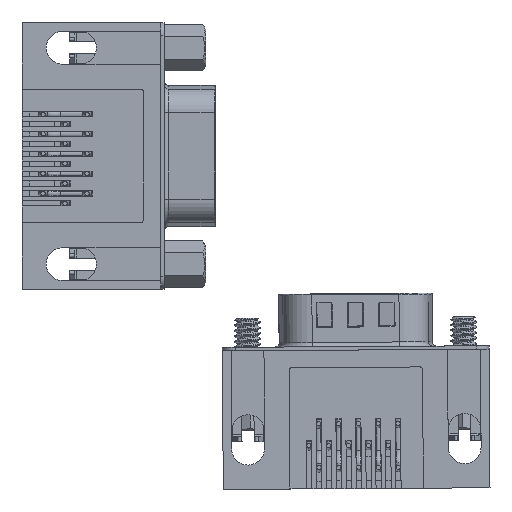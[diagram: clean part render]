
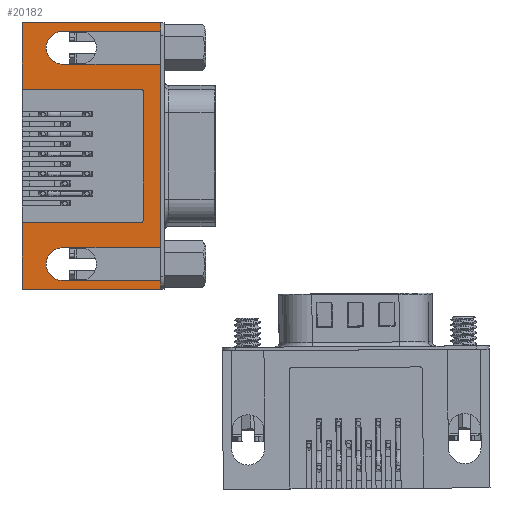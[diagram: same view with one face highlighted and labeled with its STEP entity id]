
A CAD part, front view. The second image highlights one B-rep face of the part: STEP entity #20182.
In plain terms, the highlighted planar face has unit normal (0, -1, 0).
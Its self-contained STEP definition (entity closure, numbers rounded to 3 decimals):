
#89 = CARTESIAN_POINT ( 'NONE',  ( 0., 0., 14.4 ) ) ;
#251 = ORIENTED_EDGE ( 'NONE', *, *, #18865, .F. ) ;
#550 = CARTESIAN_POINT ( 'NONE',  ( 11.3, 0., 14.4 ) ) ;
#777 = CARTESIAN_POINT ( 'NONE',  ( 11.3, 0., -14.4 ) ) ;
#835 = CARTESIAN_POINT ( 'NONE',  ( 11.3, 0., -14.4 ) ) ;
#857 = EDGE_CURVE ( 'NONE', #29488, #21663, #7214, .T. ) ;
#1095 = CARTESIAN_POINT ( 'NONE',  ( 2.3, 0., 7.7 ) ) ;
#1282 = ORIENTED_EDGE ( 'NONE', *, *, #25136, .F. ) ;
#1384 = ORIENTED_EDGE ( 'NONE', *, *, #21289, .T. ) ;
#2014 = VECTOR ( 'NONE', #14000, 1000. ) ;
#2046 = DIRECTION ( 'NONE',  ( 0., 1., 0. ) ) ;
#2126 = CARTESIAN_POINT ( 'NONE',  ( 11.3, 0., 10.6 ) ) ;
#2146 = DIRECTION ( 'NONE',  ( 0., 0., 1. ) ) ;
#2376 = EDGE_CURVE ( 'NONE', #5844, #31032, #5623, .T. ) ;
#2477 = CARTESIAN_POINT ( 'NONE',  ( 0., 0., -15.4 ) ) ;
#3121 = VERTEX_POINT ( 'NONE', #550 ) ;
#3346 = CARTESIAN_POINT ( 'NONE',  ( 0., 0., -10.6 ) ) ;
#3882 = VERTEX_POINT ( 'NONE', #89 ) ;
#3953 = CARTESIAN_POINT ( 'NONE',  ( 0., 0., 10.6 ) ) ;
#4146 = VECTOR ( 'NONE', #18415, 1000. ) ;
#4322 = CARTESIAN_POINT ( 'NONE',  ( 0., 0., -15.4 ) ) ;
#4348 = DIRECTION ( 'NONE',  ( -1., 0., 0. ) ) ;
#4421 = CARTESIAN_POINT ( 'NONE',  ( 2.3, 0., -7.4 ) ) ;
#4514 = DIRECTION ( 'NONE',  ( -1., 0., 0. ) ) ;
#4716 = VECTOR ( 'NONE', #22192, 1000. ) ;
#4838 = ORIENTED_EDGE ( 'NONE', *, *, #17538, .T. ) ;
#5107 = DIRECTION ( 'NONE',  ( 0., 0., -1. ) ) ;
#5318 = VERTEX_POINT ( 'NONE', #29104 ) ;
#5539 = AXIS2_PLACEMENT_3D ( 'NONE', #4421, #2046, #30365 ) ;
#5601 = EDGE_CURVE ( 'NONE', #29220, #12549, #17918, .T. ) ;
#5623 = LINE ( 'NONE', #15881, #8286 ) ;
#5697 = VERTEX_POINT ( 'NONE', #26599 ) ;
#5720 = AXIS2_PLACEMENT_3D ( 'NONE', #23012, #17651, #14794 ) ;
#5844 = VERTEX_POINT ( 'NONE', #10113 ) ;
#5891 = ORIENTED_EDGE ( 'NONE', *, *, #12469, .F. ) ;
#7132 = VERTEX_POINT ( 'NONE', #28676 ) ;
#7214 = LINE ( 'NONE', #27390, #25919 ) ;
#7642 = EDGE_CURVE ( 'NONE', #5318, #27358, #8772, .T. ) ;
#7711 = DIRECTION ( 'NONE',  ( -1., 0., 0. ) ) ;
#8286 = VECTOR ( 'NONE', #26118, 1000. ) ;
#8320 = CARTESIAN_POINT ( 'NONE',  ( 0., 0., -15.4 ) ) ;
#8438 = LINE ( 'NONE', #18693, #26505 ) ;
#8477 = CARTESIAN_POINT ( 'NONE',  ( 16., 0., -15.4 ) ) ;
#8772 = LINE ( 'NONE', #835, #2014 ) ;
#9221 = CARTESIAN_POINT ( 'NONE',  ( 0., 0., -15.4 ) ) ;
#9294 = LINE ( 'NONE', #15441, #32790 ) ;
#9323 = VERTEX_POINT ( 'NONE', #1095 ) ;
#9462 = ORIENTED_EDGE ( 'NONE', *, *, #27214, .F. ) ;
#9469 = DIRECTION ( 'NONE',  ( 0., 1., 0. ) ) ;
#9508 = CIRCLE ( 'NONE', #5720, 1.9 ) ;
#10113 = CARTESIAN_POINT ( 'NONE',  ( 16., 0., -15.4 ) ) ;
#10128 = ORIENTED_EDGE ( 'NONE', *, *, #23009, .F. ) ;
#10512 = EDGE_CURVE ( 'NONE', #29492, #32590, #30866, .T. ) ;
#10517 = DIRECTION ( 'NONE',  ( 0., 0., 1. ) ) ;
#11242 = AXIS2_PLACEMENT_3D ( 'NONE', #2477, #15287, #12790 ) ;
#11920 = DIRECTION ( 'NONE',  ( -1., 0., 0. ) ) ;
#12375 = CARTESIAN_POINT ( 'NONE',  ( 0., 0., 10.6 ) ) ;
#12469 = EDGE_CURVE ( 'NONE', #29492, #9323, #8438, .T. ) ;
#12549 = VERTEX_POINT ( 'NONE', #26588 ) ;
#12778 = CARTESIAN_POINT ( 'NONE',  ( 2.3, 0., 7.4 ) ) ;
#12790 = DIRECTION ( 'NONE',  ( -1., 0., 0. ) ) ;
#13008 = EDGE_LOOP ( 'NONE', ( #4838, #16389, #21860, #30295, #18186, #5891, #18217, #15979, #251, #1384, #15798, #22889, #1282, #9462, #23141, #31015, #10128, #20559 ) ) ;
#13193 = EDGE_CURVE ( 'NONE', #32590, #7132, #32648, .T. ) ;
#13591 = VECTOR ( 'NONE', #24860, 1000. ) ;
#14000 = DIRECTION ( 'NONE',  ( 1., 0., 0. ) ) ;
#14794 = DIRECTION ( 'NONE',  ( -1., 0., 0. ) ) ;
#15287 = DIRECTION ( 'NONE',  ( 0., 1., 0. ) ) ;
#15441 = CARTESIAN_POINT ( 'NONE',  ( 0., 0., -10.6 ) ) ;
#15798 = ORIENTED_EDGE ( 'NONE', *, *, #25029, .T. ) ;
#15881 = CARTESIAN_POINT ( 'NONE',  ( 0., 0., -15.4 ) ) ;
#15979 = ORIENTED_EDGE ( 'NONE', *, *, #13193, .T. ) ;
#16054 = LINE ( 'NONE', #31892, #16645 ) ;
#16389 = ORIENTED_EDGE ( 'NONE', *, *, #5601, .F. ) ;
#16645 = VECTOR ( 'NONE', #23788, 1000. ) ;
#16848 = DIRECTION ( 'NONE',  ( -1., 0., 0. ) ) ;
#17083 = VECTOR ( 'NONE', #2146, 1000. ) ;
#17494 = CARTESIAN_POINT ( 'NONE',  ( 0., 0., -15.4 ) ) ;
#17538 = EDGE_CURVE ( 'NONE', #5844, #12549, #21425, .T. ) ;
#17651 = DIRECTION ( 'NONE',  ( 0., -1., 0. ) ) ;
#17918 = LINE ( 'NONE', #28172, #20706 ) ;
#18186 = ORIENTED_EDGE ( 'NONE', *, *, #27231, .T. ) ;
#18217 = ORIENTED_EDGE ( 'NONE', *, *, #10512, .T. ) ;
#18415 = DIRECTION ( 'NONE',  ( 0., 0., 1. ) ) ;
#18477 = PLANE ( 'NONE',  #11242 ) ;
#18693 = CARTESIAN_POINT ( 'NONE',  ( 16., 0., 7.7 ) ) ;
#18865 = EDGE_CURVE ( 'NONE', #3882, #7132, #31391, .T. ) ;
#19496 = LINE ( 'NONE', #17494, #17083 ) ;
#20182 = ADVANCED_FACE ( 'NONE', ( #26032 ), #18477, .F. ) ;
#20222 = CARTESIAN_POINT ( 'NONE',  ( 2.3, 0., -7.7 ) ) ;
#20295 = AXIS2_PLACEMENT_3D ( 'NONE', #32641, #24549, #4514 ) ;
#20559 = ORIENTED_EDGE ( 'NONE', *, *, #2376, .F. ) ;
#20706 = VECTOR ( 'NONE', #20754, 1000. ) ;
#20754 = DIRECTION ( 'NONE',  ( 1., 0., 0. ) ) ;
#20958 = CARTESIAN_POINT ( 'NONE',  ( 16., 0., 7.7 ) ) ;
#21085 = CARTESIAN_POINT ( 'NONE',  ( 16., 0., -15.4 ) ) ;
#21289 = EDGE_CURVE ( 'NONE', #3882, #3121, #16054, .T. ) ;
#21425 = LINE ( 'NONE', #8477, #4716 ) ;
#21473 = VECTOR ( 'NONE', #10517, 1000. ) ;
#21663 = VERTEX_POINT ( 'NONE', #30834 ) ;
#21860 = ORIENTED_EDGE ( 'NONE', *, *, #23505, .T. ) ;
#22192 = DIRECTION ( 'NONE',  ( 0., 0., 1. ) ) ;
#22527 = VERTEX_POINT ( 'NONE', #3346 ) ;
#22889 = ORIENTED_EDGE ( 'NONE', *, *, #32851, .T. ) ;
#23009 = EDGE_CURVE ( 'NONE', #31032, #5318, #27205, .T. ) ;
#23012 = CARTESIAN_POINT ( 'NONE',  ( 11.3, 0., -12.5 ) ) ;
#23141 = ORIENTED_EDGE ( 'NONE', *, *, #32643, .F. ) ;
#23416 = VERTEX_POINT ( 'NONE', #12375 ) ;
#23505 = EDGE_CURVE ( 'NONE', #29220, #21663, #27006, .T. ) ;
#23538 = CIRCLE ( 'NONE', #20295, 1.9 ) ;
#23788 = DIRECTION ( 'NONE',  ( 1., 0., 0. ) ) ;
#24549 = DIRECTION ( 'NONE',  ( 0., 1., 0. ) ) ;
#24860 = DIRECTION ( 'NONE',  ( 0., 0., 1. ) ) ;
#25029 = EDGE_CURVE ( 'NONE', #3121, #31213, #23538, .T. ) ;
#25136 = EDGE_CURVE ( 'NONE', #22527, #23416, #19496, .T. ) ;
#25212 = CARTESIAN_POINT ( 'NONE',  ( 16., 0., 15.4 ) ) ;
#25919 = VECTOR ( 'NONE', #5107, 1000. ) ;
#26032 = FACE_OUTER_BOUND ( 'NONE', #13008, .T. ) ;
#26118 = DIRECTION ( 'NONE',  ( -1., 0., 0. ) ) ;
#26505 = VECTOR ( 'NONE', #28976, 1000. ) ;
#26588 = CARTESIAN_POINT ( 'NONE',  ( 16., 0., -7.7 ) ) ;
#26599 = CARTESIAN_POINT ( 'NONE',  ( 11.3, 0., -10.6 ) ) ;
#26908 = CARTESIAN_POINT ( 'NONE',  ( 0., 0., 15.4 ) ) ;
#27006 = CIRCLE ( 'NONE', #5539, 0.3 ) ;
#27019 = LINE ( 'NONE', #3953, #28831 ) ;
#27205 = LINE ( 'NONE', #9221, #13591 ) ;
#27214 = EDGE_CURVE ( 'NONE', #5697, #22527, #9294, .T. ) ;
#27231 = EDGE_CURVE ( 'NONE', #29488, #9323, #27942, .T. ) ;
#27358 = VERTEX_POINT ( 'NONE', #777 ) ;
#27384 = AXIS2_PLACEMENT_3D ( 'NONE', #12778, #9469, #7711 ) ;
#27390 = CARTESIAN_POINT ( 'NONE',  ( 2., 0., 7.7 ) ) ;
#27942 = CIRCLE ( 'NONE', #27384, 0.3 ) ;
#28172 = CARTESIAN_POINT ( 'NONE',  ( 16., 0., -7.7 ) ) ;
#28676 = CARTESIAN_POINT ( 'NONE',  ( 0., 0., 15.4 ) ) ;
#28831 = VECTOR ( 'NONE', #11920, 1000. ) ;
#28976 = DIRECTION ( 'NONE',  ( -1., 0., 0. ) ) ;
#29104 = CARTESIAN_POINT ( 'NONE',  ( 0., 0., -14.4 ) ) ;
#29220 = VERTEX_POINT ( 'NONE', #20222 ) ;
#29488 = VERTEX_POINT ( 'NONE', #30144 ) ;
#29492 = VERTEX_POINT ( 'NONE', #20958 ) ;
#30144 = CARTESIAN_POINT ( 'NONE',  ( 2., 0., 7.4 ) ) ;
#30295 = ORIENTED_EDGE ( 'NONE', *, *, #857, .F. ) ;
#30365 = DIRECTION ( 'NONE',  ( -1., 0., 0. ) ) ;
#30834 = CARTESIAN_POINT ( 'NONE',  ( 2., 0., -7.4 ) ) ;
#30866 = LINE ( 'NONE', #21085, #21473 ) ;
#30868 = VECTOR ( 'NONE', #4348, 1000. ) ;
#31015 = ORIENTED_EDGE ( 'NONE', *, *, #7642, .F. ) ;
#31032 = VERTEX_POINT ( 'NONE', #4322 ) ;
#31213 = VERTEX_POINT ( 'NONE', #2126 ) ;
#31391 = LINE ( 'NONE', #8320, #4146 ) ;
#31892 = CARTESIAN_POINT ( 'NONE',  ( 11.3, 0., 14.4 ) ) ;
#32590 = VERTEX_POINT ( 'NONE', #25212 ) ;
#32641 = CARTESIAN_POINT ( 'NONE',  ( 11.3, 0., 12.5 ) ) ;
#32643 = EDGE_CURVE ( 'NONE', #27358, #5697, #9508, .T. ) ;
#32648 = LINE ( 'NONE', #26908, #30868 ) ;
#32790 = VECTOR ( 'NONE', #16848, 1000. ) ;
#32851 = EDGE_CURVE ( 'NONE', #31213, #23416, #27019, .T. ) ;
